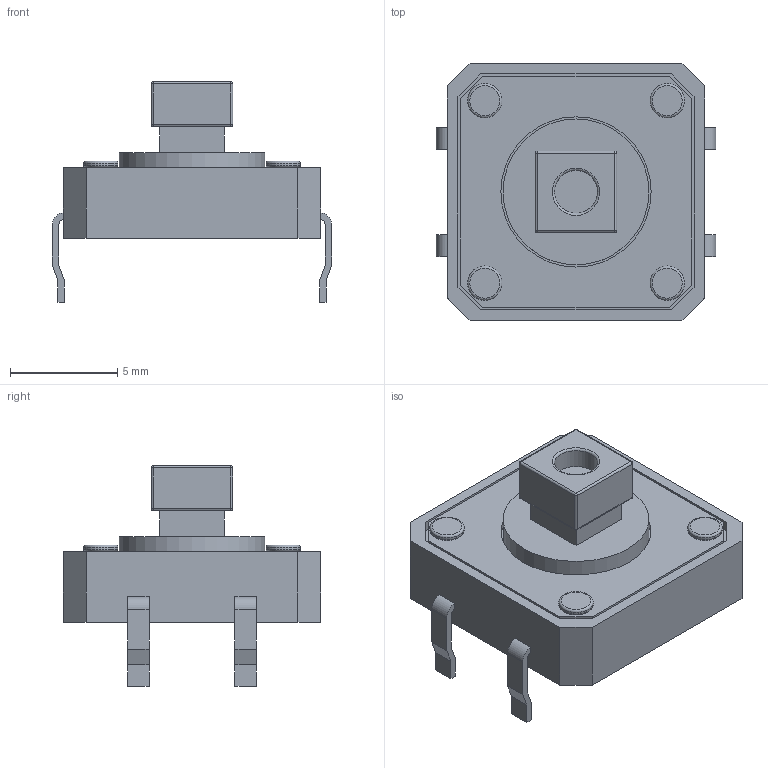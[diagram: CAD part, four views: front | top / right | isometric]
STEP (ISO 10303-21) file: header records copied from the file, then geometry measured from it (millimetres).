
FILE_DESCRIPTION(('FreeCAD Model'),'2;1');
FILE_NAME('PinA_sp.step', '2020-04-13T19:34:39',('kicad StepUp'),('ksu MCAD'), 'Open CASCADE STEP processor 7.3','FreeCAD','Unknown');
FILE_SCHEMA(('AUTOMOTIVE_DESIGN { 1 0 10303 214 1 1 1 1 }'));
Length unit declared in the file: millimetre
Products named in the file (1): PinA_sp
Bounding box: 13.02 x 12 x 10.28 mm (x, y, z)
Volume: 512.7 mm3; surface area: 840.2 mm2
Topology: 3 solids, 3 shells, 142 faces, 323 edges, 199 vertices
Faces by surface type: plane 90, cylinder 35, torus 9, sphere 8
Full cylindrical faces by diameter (mm): 0.98 x4, 1 x4, 1.6 x4, 2 x1, 6.8 x1, 7 x1
Entity records: 4891 total; most frequent: DIRECTION 689, CARTESIAN_POINT 657, ORIENTED_EDGE 630, EDGE_CURVE 315, AXIS2_PLACEMENT_3D 231, LINE 227, VECTOR 227, VERTEX_POINT 199
